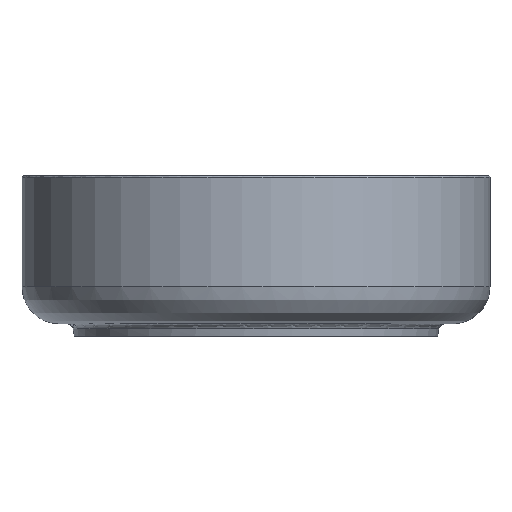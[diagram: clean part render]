
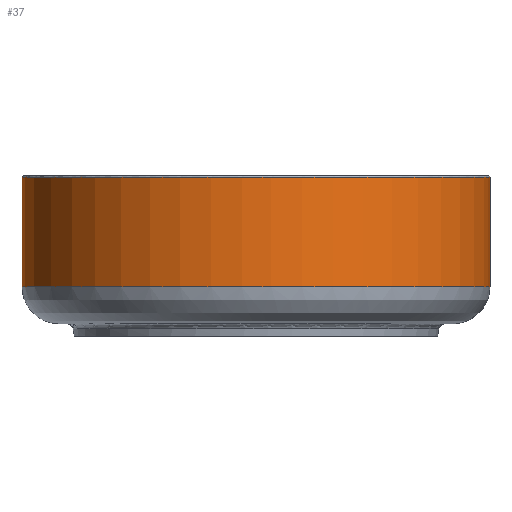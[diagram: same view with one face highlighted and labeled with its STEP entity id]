
A CAD part, front view. The second image highlights one B-rep face of the part: STEP entity #37.
In plain terms, the highlighted cylindrical face has radius 190 mm (diameter 380 mm), a partial arc.
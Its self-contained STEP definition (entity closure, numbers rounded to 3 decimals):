
#37=ADVANCED_FACE('',(#117),#1223,.T.);
#117=FACE_OUTER_BOUND('',#199,.T.);
#199=EDGE_LOOP('',(#320,#321,#322,#323));
#320=ORIENTED_EDGE('',*,*,#677,.F.);
#321=ORIENTED_EDGE('',*,*,#670,.F.);
#322=ORIENTED_EDGE('',*,*,#667,.T.);
#323=ORIENTED_EDGE('',*,*,#672,.F.);
#667=EDGE_CURVE('',#1047,#1048,#945,.T.);
#670=EDGE_CURVE('',#1047,#1049,#846,.T.);
#672=EDGE_CURVE('',#1050,#1048,#847,.T.);
#677=EDGE_CURVE('',#1049,#1050,#953,.T.);
#846=B_SPLINE_CURVE_WITH_KNOTS('',1,(#3987,#3988),.UNSPECIFIED.,.F.,.F.,
(2,2),(-89.,0.),.UNSPECIFIED.);
#847=B_SPLINE_CURVE_WITH_KNOTS('',1,(#3994,#3995),.UNSPECIFIED.,.F.,.F.,
(2,2),(-89.,0.),.UNSPECIFIED.);
#945=(
BOUNDED_CURVE()
B_SPLINE_CURVE(2,(#3972,#3973,#3974,#3975,#3976),.UNSPECIFIED.,.F.,.F.)
B_SPLINE_CURVE_WITH_KNOTS((3,2,3),(502.471,753.798,1005.126),
 .UNSPECIFIED.)
CURVE()
GEOMETRIC_REPRESENTATION_ITEM()
RATIONAL_B_SPLINE_CURVE((1.,0.707,1.,0.707,1.))
REPRESENTATION_ITEM('')
);
#953=(
BOUNDED_CURVE()
B_SPLINE_CURVE(2,(#4012,#4013,#4014,#4015,#4016),.UNSPECIFIED.,.F.,.F.)
B_SPLINE_CURVE_WITH_KNOTS((3,2,3),(0.153,297.033,593.914),
 .UNSPECIFIED.)
CURVE()
GEOMETRIC_REPRESENTATION_ITEM()
RATIONAL_B_SPLINE_CURVE((1.,0.707,1.,0.707,1.))
REPRESENTATION_ITEM('')
);
#1047=VERTEX_POINT('',#3855);
#1048=VERTEX_POINT('',#3856);
#1049=VERTEX_POINT('',#3857);
#1050=VERTEX_POINT('',#3858);
#1223=CYLINDRICAL_SURFACE('',#1259,190.);
#1259=AXIS2_PLACEMENT_3D('',#1964,#1297,$);
#1297=DIRECTION('',(0.,0.,1.));
#1964=CARTESIAN_POINT('',(0.,0.,84.5));
#3855=CARTESIAN_POINT('',(-190.,0.,40.));
#3856=CARTESIAN_POINT('',(190.,0.,40.));
#3857=CARTESIAN_POINT('',(-190.,0.,129.));
#3858=CARTESIAN_POINT('',(190.,0.,129.));
#3972=CARTESIAN_POINT('',(-190.,0.,40.));
#3973=CARTESIAN_POINT('',(-190.,-190.,40.));
#3974=CARTESIAN_POINT('',(0.,-190.,40.));
#3975=CARTESIAN_POINT('',(190.,-190.,40.));
#3976=CARTESIAN_POINT('',(190.,0.,40.));
#3987=CARTESIAN_POINT('',(-190.,0.,40.));
#3988=CARTESIAN_POINT('',(-190.,0.,129.));
#3994=CARTESIAN_POINT('',(190.,0.,129.));
#3995=CARTESIAN_POINT('',(190.,0.,40.));
#4012=CARTESIAN_POINT('',(-190.,0.,129.));
#4013=CARTESIAN_POINT('',(-190.,-190.,129.));
#4014=CARTESIAN_POINT('',(0.,-190.,129.));
#4015=CARTESIAN_POINT('',(190.,-190.,129.));
#4016=CARTESIAN_POINT('',(190.,0.,129.));
